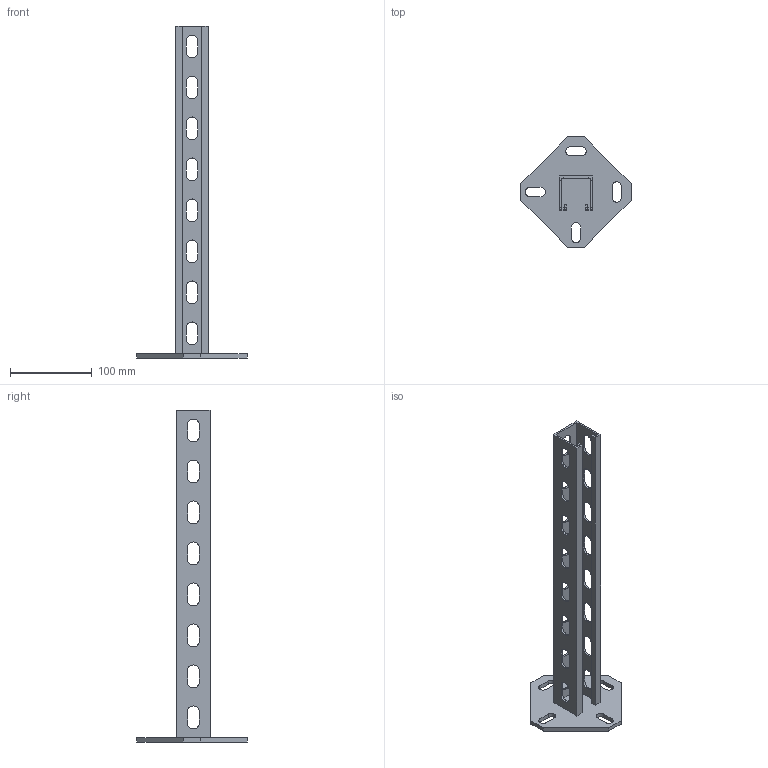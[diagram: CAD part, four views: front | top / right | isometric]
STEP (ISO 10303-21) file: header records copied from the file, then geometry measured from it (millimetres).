
FILE_DESCRIPTION (( 'STEP AP214' ), '1' );
FILE_NAME ('6342784.STEP', '2019-12-02T10:56:16', ( '' ), ( '' ), 'SwSTEP 2.0', 'SolidWorks 2018', '' );
FILE_SCHEMA (( 'AUTOMOTIVE_DESIGN' ));
Length unit declared in the file: millimetre
Products named in the file (3): 6342784; 055764_H=31,5; 026840_L=0400
Assembly tree (2 placements, depth 2):
  6342784
    055764_H=31,5
    026840_L=0400
Bounding box: 134.35 x 134.35 x 405 mm (x, y, z)
Volume: 171294.5 mm3; surface area: 125914.3 mm2
Topology: 2 solids, 2 shells, 191 faces, 557 edges, 370 vertices
Faces by surface type: plane 108, cylinder 83
Entity records: 6567 total; most frequent: CARTESIAN_POINT 1123, DIRECTION 1115, ORIENTED_EDGE 1114, EDGE_CURVE 557, VECTOR 391, LINE 391, VERTEX_POINT 370, AXIS2_PLACEMENT_3D 362
